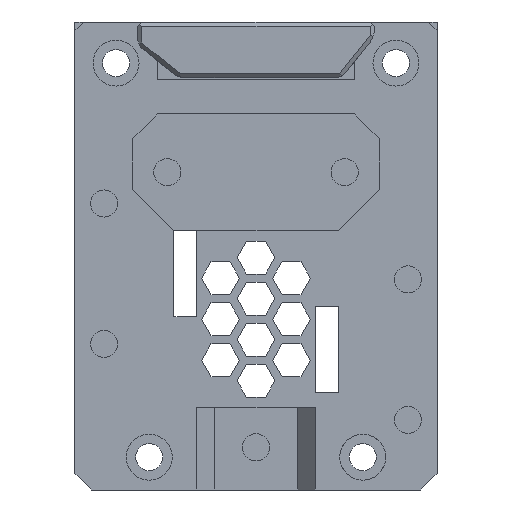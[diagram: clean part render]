
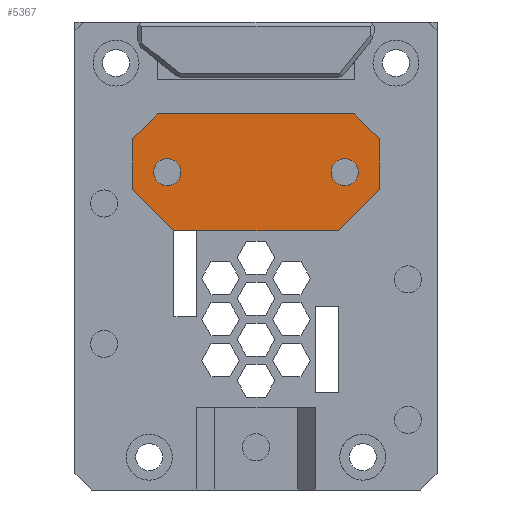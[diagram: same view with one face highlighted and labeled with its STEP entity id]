
A CAD part, front view. The second image highlights one B-rep face of the part: STEP entity #5367.
In plain terms, the highlighted planar face has unit normal (0, -1, 0).
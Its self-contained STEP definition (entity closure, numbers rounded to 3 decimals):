
#131=FACE_BOUND('',#746,.T.);
#132=FACE_BOUND('',#747,.T.);
#184=CIRCLE('',#5696,1.65);
#186=CIRCLE('',#5699,1.65);
#410=FACE_OUTER_BOUND('',#745,.T.);
#745=EDGE_LOOP('',(#4354,#4355,#4356,#4357,#4358,#4359,#4360,#4361));
#746=EDGE_LOOP('',(#4362));
#747=EDGE_LOOP('',(#4363));
#1278=LINE('',#8197,#1927);
#1309=LINE('',#8268,#1958);
#1311=LINE('',#8273,#1960);
#1316=LINE('',#8291,#1965);
#1319=LINE('',#8295,#1968);
#1320=LINE('',#8296,#1969);
#1321=LINE('',#8297,#1970);
#1322=LINE('',#8298,#1971);
#1927=VECTOR('',#6616,1000.);
#1958=VECTOR('',#6695,1000.);
#1960=VECTOR('',#6699,1000.);
#1965=VECTOR('',#6718,1000.);
#1968=VECTOR('',#6723,1000.);
#1969=VECTOR('',#6724,1000.);
#1970=VECTOR('',#6725,1000.);
#1971=VECTOR('',#6726,1000.);
#2483=VERTEX_POINT('',#8194);
#2484=VERTEX_POINT('',#8196);
#2499=VERTEX_POINT('',#8265);
#2500=VERTEX_POINT('',#8267);
#2501=VERTEX_POINT('',#8271);
#2502=VERTEX_POINT('',#8272);
#2503=VERTEX_POINT('',#8277);
#2505=VERTEX_POINT('',#8283);
#2507=VERTEX_POINT('',#8289);
#2508=VERTEX_POINT('',#8290);
#3119=EDGE_CURVE('',#2483,#2484,#1278,.T.);
#3152=EDGE_CURVE('',#2499,#2500,#1309,.T.);
#3154=EDGE_CURVE('',#2501,#2502,#1311,.T.);
#3157=EDGE_CURVE('',#2503,#2503,#184,.T.);
#3160=EDGE_CURVE('',#2505,#2505,#186,.T.);
#3163=EDGE_CURVE('',#2507,#2508,#1316,.T.);
#3166=EDGE_CURVE('',#2483,#2501,#1319,.F.);
#3167=EDGE_CURVE('',#2502,#2508,#1320,.T.);
#3168=EDGE_CURVE('',#2507,#2500,#1321,.F.);
#3169=EDGE_CURVE('',#2499,#2484,#1322,.T.);
#4354=ORIENTED_EDGE('',*,*,#3119,.F.);
#4355=ORIENTED_EDGE('',*,*,#3166,.T.);
#4356=ORIENTED_EDGE('',*,*,#3154,.T.);
#4357=ORIENTED_EDGE('',*,*,#3167,.T.);
#4358=ORIENTED_EDGE('',*,*,#3163,.F.);
#4359=ORIENTED_EDGE('',*,*,#3168,.T.);
#4360=ORIENTED_EDGE('',*,*,#3152,.F.);
#4361=ORIENTED_EDGE('',*,*,#3169,.T.);
#4362=ORIENTED_EDGE('',*,*,#3160,.F.);
#4363=ORIENTED_EDGE('',*,*,#3157,.F.);
#5110=PLANE('',#5702);
#5367=ADVANCED_FACE('',(#410,#131,#132),#5110,.T.);
#5696=AXIS2_PLACEMENT_3D('',#8278,#6704,#6705);
#5699=AXIS2_PLACEMENT_3D('',#8284,#6711,#6712);
#5702=AXIS2_PLACEMENT_3D('',#8294,#6721,#6722);
#6616=DIRECTION('',(-1.,0.,0.));
#6695=DIRECTION('',(0.,0.,1.));
#6699=DIRECTION('',(0.,0.,1.));
#6704=DIRECTION('center_axis',(0.,-1.,0.));
#6705=DIRECTION('ref_axis',(0.,0.,-1.));
#6711=DIRECTION('center_axis',(0.,-1.,0.));
#6712=DIRECTION('ref_axis',(0.,0.,-1.));
#6718=DIRECTION('',(1.,0.,0.));
#6721=DIRECTION('center_axis',(0.,-1.,0.));
#6722=DIRECTION('ref_axis',(1.,0.,0.));
#6723=DIRECTION('',(-0.707,0.,-0.707));
#6724=DIRECTION('',(-0.707,0.,0.707));
#6725=DIRECTION('',(0.707,0.,0.707));
#6726=DIRECTION('',(0.707,0.,-0.707));
#8194=CARTESIAN_POINT('',(10.,-8.1,3.1));
#8196=CARTESIAN_POINT('',(-10.,-8.1,3.1));
#8197=CARTESIAN_POINT('',(-17.05,-8.1,3.1));
#8265=CARTESIAN_POINT('',(-15.,-8.1,8.1));
#8267=CARTESIAN_POINT('',(-15.,-8.1,14.3));
#8268=CARTESIAN_POINT('',(-15.,-8.1,10.2));
#8271=CARTESIAN_POINT('',(15.,-8.1,8.1));
#8272=CARTESIAN_POINT('',(15.,-8.1,14.3));
#8273=CARTESIAN_POINT('',(15.,-8.1,10.2));
#8277=CARTESIAN_POINT('',(10.8,-8.1,8.55));
#8278=CARTESIAN_POINT('Origin',(10.8,-8.1,10.2));
#8283=CARTESIAN_POINT('',(-10.8,-8.1,8.55));
#8284=CARTESIAN_POINT('Origin',(-10.8,-8.1,10.2));
#8289=CARTESIAN_POINT('',(-12.,-8.1,17.3));
#8290=CARTESIAN_POINT('',(12.,-8.1,17.3));
#8291=CARTESIAN_POINT('',(0.,-8.1,17.3));
#8294=CARTESIAN_POINT('Origin',(0.,-8.1,0.));
#8295=CARTESIAN_POINT('',(3.45,-8.1,-3.45));
#8296=CARTESIAN_POINT('',(14.65,-8.1,14.65));
#8297=CARTESIAN_POINT('',(-14.65,-8.1,14.65));
#8298=CARTESIAN_POINT('',(-3.45,-8.1,-3.45));
